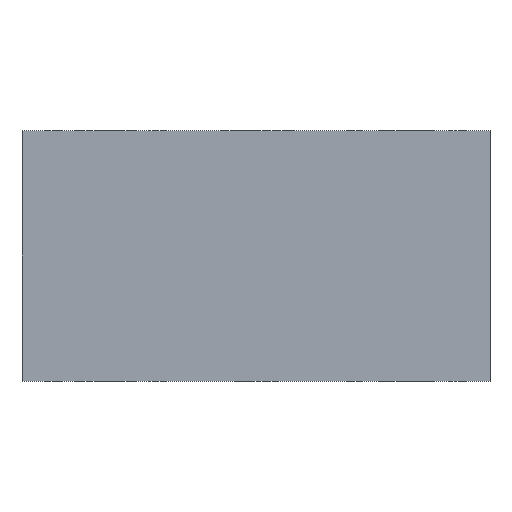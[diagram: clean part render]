
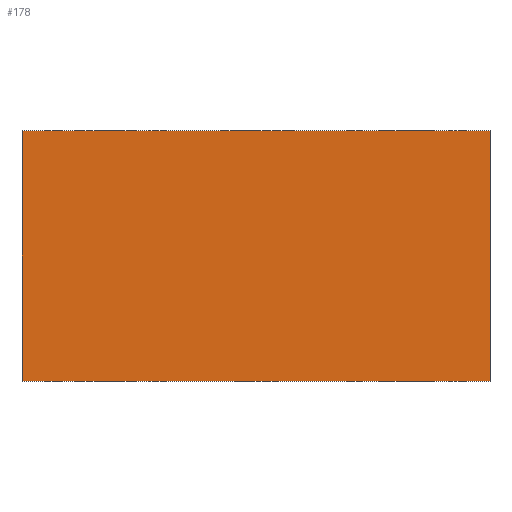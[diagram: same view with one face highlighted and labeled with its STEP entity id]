
A CAD part, left-side view. The second image highlights one B-rep face of the part: STEP entity #178.
In plain terms, the highlighted planar face has unit normal (-1, 0, 0).
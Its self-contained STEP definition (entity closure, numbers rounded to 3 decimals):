
#1 = CARTESIAN_POINT ( 'NONE',  ( 0., 140., 0. ) ) ;
#16 = DIRECTION ( 'NONE',  ( 0., 0., 1. ) ) ;
#27 = CARTESIAN_POINT ( 'NONE',  ( 0., 140., 0. ) ) ;
#28 = DIRECTION ( 'NONE',  ( 0., -1., 0. ) ) ;
#36 = CARTESIAN_POINT ( 'NONE',  ( 0., 140., -75. ) ) ;
#37 = DIRECTION ( 'NONE',  ( 0., -1., 0. ) ) ;
#92 = CARTESIAN_POINT ( 'NONE',  ( 0., 0., -75. ) ) ;
#93 = CARTESIAN_POINT ( 'NONE',  ( 0., 140., -75. ) ) ;
#94 = CARTESIAN_POINT ( 'NONE',  ( 0., 140., 0. ) ) ;
#95 = CARTESIAN_POINT ( 'NONE',  ( 0., 0., 0. ) ) ;
#139 = CARTESIAN_POINT ( 'NONE',  ( 0., 140., 0. ) ) ;
#143 = PLANE ( 'NONE',  #1348 ) ;
#178 = ADVANCED_FACE ( 'NONE', ( #1051 ), #143, .F. ) ;
#398 = CARTESIAN_POINT ( 'NONE',  ( 0., 0., 0. ) ) ;
#399 = DIRECTION ( 'NONE',  ( 0., 0., 1. ) ) ;
#429 = VERTEX_POINT ( 'NONE', #92 ) ;
#430 = VERTEX_POINT ( 'NONE', #93 ) ;
#431 = VERTEX_POINT ( 'NONE', #94 ) ;
#432 = VERTEX_POINT ( 'NONE', #95 ) ;
#438 = DIRECTION ( 'NONE',  ( 1., 0., 0. ) ) ;
#439 = DIRECTION ( 'NONE',  ( 0., 0., -1. ) ) ;
#586 = VECTOR ( 'NONE', #399, 1000. ) ;
#603 = LINE ( 'NONE', #1, #605 ) ;
#605 = VECTOR ( 'NONE', #16, 1000. ) ;
#609 = LINE ( 'NONE', #27, #610 ) ;
#610 = VECTOR ( 'NONE', #28, 1000. ) ;
#613 = LINE ( 'NONE', #36, #614 ) ;
#614 = VECTOR ( 'NONE', #37, 1000. ) ;
#1051 = FACE_OUTER_BOUND ( 'NONE', #1555, .T. ) ;
#1210 = LINE ( 'NONE', #398, #586 ) ;
#1273 = EDGE_CURVE ( 'NONE', #429, #432, #1210, .T. ) ;
#1284 = EDGE_CURVE ( 'NONE', #430, #431, #603, .T. ) ;
#1289 = EDGE_CURVE ( 'NONE', #431, #432, #609, .T. ) ;
#1292 = EDGE_CURVE ( 'NONE', #430, #429, #613, .T. ) ;
#1348 = AXIS2_PLACEMENT_3D ( 'NONE', #139, #438, #439 ) ;
#1513 = ORIENTED_EDGE ( 'NONE', *, *, #1284, .F. ) ;
#1537 = ORIENTED_EDGE ( 'NONE', *, *, #1292, .T. ) ;
#1555 = EDGE_LOOP ( 'NONE', ( #1568, #1601, #1513, #1537 ) ) ;
#1568 = ORIENTED_EDGE ( 'NONE', *, *, #1273, .T. ) ;
#1601 = ORIENTED_EDGE ( 'NONE', *, *, #1289, .F. ) ;
